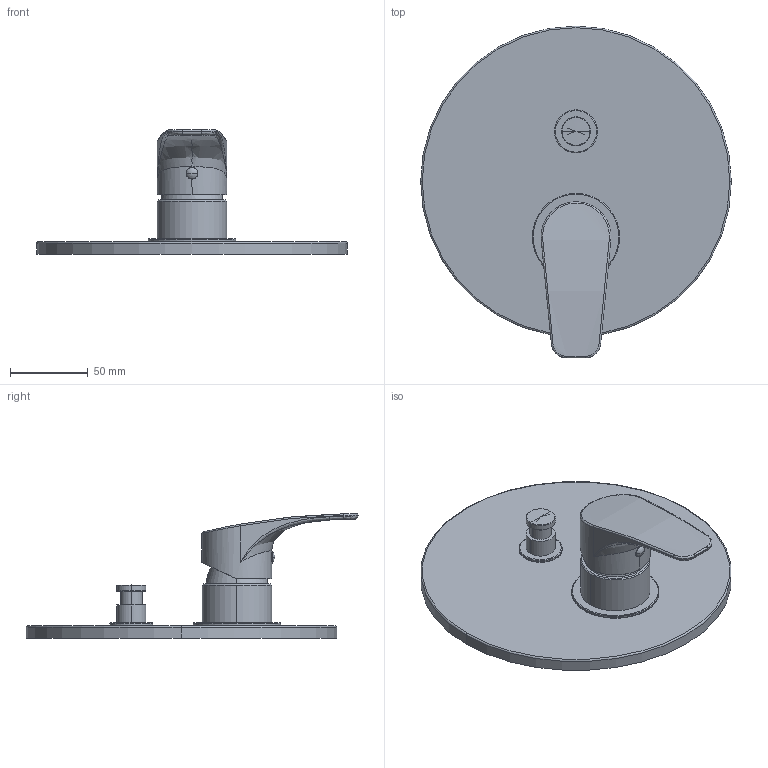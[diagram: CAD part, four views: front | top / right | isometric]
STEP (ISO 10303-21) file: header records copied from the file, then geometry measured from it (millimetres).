
FILE_DESCRIPTION((''),'2;1');
FILE_NAME('LM015CR','2021-05-04T10:13:02',('ut3'),('PAFFONI SpA'),'CREO PARAMETRIC BY PTC INC, 2020044','CREO PARAMETRIC BY PTC INC, 2020044','');
FILE_SCHEMA(('CONFIG_CONTROL_DESIGN','SHAPE_APPEARANCE_LAYERS_GROUPS'));
Length unit declared in the file: millimetre
Products named in the file (1): LM015CR
Bounding box: 200 x 213.75 x 80.3 mm (x, y, z)
Volume: 342323.4 mm3; surface area: 91893.1 mm2
Topology: 2 solids, 2 shells, 159 faces, 382 edges, 228 vertices
Faces by surface type: cylinder 56, plane 45, bspline 27, torus 14, cone 13, sphere 4
Entity records: 9587 total; most frequent: CARTESIAN_POINT 4917, ORIENTED_EDGE 756, DIRECTION 691, EDGE_CURVE 378, AXIS2_PLACEMENT_3D 275, VERTEX_POINT 228, EDGE_LOOP 172, FACE_OUTER_BOUND 159
